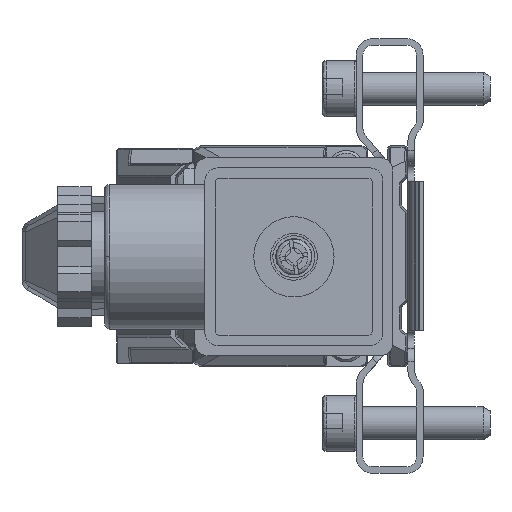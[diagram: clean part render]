
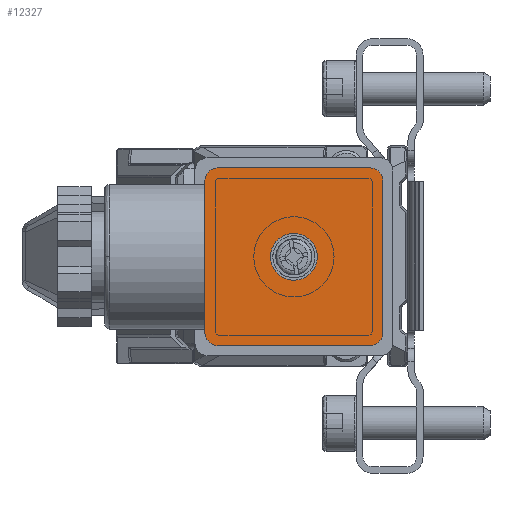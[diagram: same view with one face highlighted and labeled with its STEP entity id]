
A CAD part, left-side view. The second image highlights one B-rep face of the part: STEP entity #12327.
In plain terms, the highlighted planar face has unit normal (-1, 0, 0).
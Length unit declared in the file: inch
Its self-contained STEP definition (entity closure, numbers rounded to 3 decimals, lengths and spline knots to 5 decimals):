
#1445 = EDGE_CURVE ( 'NONE', #6050, #14723, #37252, .T. ) ;
#1964 = DIRECTION ( 'NONE',  ( -1., 0., 0. ) ) ;
#2903 = DIRECTION ( 'NONE',  ( 0., -1., 0. ) ) ;
#3592 = VERTEX_POINT ( 'NONE', #37646 ) ;
#3709 = EDGE_CURVE ( 'NONE', #17069, #3592, #45474, .T. ) ;
#4200 = CARTESIAN_POINT ( 'NONE',  ( -1.8189, 0.22496, -1.17628 ) ) ;
#4508 = CARTESIAN_POINT ( 'NONE',  ( -1.8189, 1.11473, -0.20777 ) ) ;
#4744 = DIRECTION ( 'NONE',  ( 0., -1., 0. ) ) ;
#5703 = FACE_OUTER_BOUND ( 'NONE', #10186, .T. ) ;
#5754 = ORIENTED_EDGE ( 'NONE', *, *, #1445, .F. ) ;
#5966 = CARTESIAN_POINT ( 'NONE',  ( -1.8189, 1.19347, -1.09754 ) ) ;
#6050 = VERTEX_POINT ( 'NONE', #14525 ) ;
#6929 = LINE ( 'NONE', #46972, #31167 ) ;
#7191 = AXIS2_PLACEMENT_3D ( 'NONE', #43753, #14867, #25596 ) ;
#7403 = CARTESIAN_POINT ( 'NONE',  ( -1.8189, 1.11473, -1.09754 ) ) ;
#7523 = ORIENTED_EDGE ( 'NONE', *, *, #22204, .F. ) ;
#8035 = CARTESIAN_POINT ( 'NONE',  ( -1.8189, 1.11473, -0.12903 ) ) ;
#8084 = AXIS2_PLACEMENT_3D ( 'NONE', #9964, #40030, #24973 ) ;
#8371 = ORIENTED_EDGE ( 'NONE', *, *, #45113, .F. ) ;
#8856 = AXIS2_PLACEMENT_3D ( 'NONE', #8860, #1964, #38474 ) ;
#8860 = CARTESIAN_POINT ( 'NONE',  ( -1.8189, 0.66984, -0.65265 ) ) ;
#8983 = CARTESIAN_POINT ( 'NONE',  ( -1.8189, 1.19347, -1.17628 ) ) ;
#9786 = VECTOR ( 'NONE', #18387, 39.37008 ) ;
#9964 = CARTESIAN_POINT ( 'NONE',  ( -1.8189, 1.19347, -1.17628 ) ) ;
#10186 = EDGE_LOOP ( 'NONE', ( #30035, #38962, #5754, #15903, #8371, #42436, #7523, #34078 ) ) ;
#10194 = LINE ( 'NONE', #24967, #29924 ) ;
#11468 = CARTESIAN_POINT ( 'NONE',  ( -1.8189, 0.14622, -1.17628 ) ) ;
#12327 = ADVANCED_FACE ( 'NONE', ( #5703, #17820 ), #42641, .F. ) ;
#14525 = CARTESIAN_POINT ( 'NONE',  ( -1.8189, 0.14622, -0.20777 ) ) ;
#14682 = EDGE_CURVE ( 'NONE', #42278, #42278, #39361, .T. ) ;
#14723 = VERTEX_POINT ( 'NONE', #45357 ) ;
#14867 = DIRECTION ( 'NONE',  ( 1., 0., 0. ) ) ;
#15026 = EDGE_LOOP ( 'NONE', ( #31379 ) ) ;
#15286 = VERTEX_POINT ( 'NONE', #8035 ) ;
#15903 = ORIENTED_EDGE ( 'NONE', *, *, #24718, .F. ) ;
#16977 = CARTESIAN_POINT ( 'NONE',  ( -1.8189, 0.66984, -0.79045 ) ) ;
#17069 = VERTEX_POINT ( 'NONE', #4200 ) ;
#17820 = FACE_BOUND ( 'NONE', #15026, .T. ) ;
#17861 = VERTEX_POINT ( 'NONE', #24608 ) ;
#18387 = DIRECTION ( 'NONE',  ( 0., 0., -1. ) ) ;
#18562 = DIRECTION ( 'NONE',  ( 1., 0., 0. ) ) ;
#19474 = DIRECTION ( 'NONE',  ( 0., 1., 0. ) ) ;
#19721 = EDGE_CURVE ( 'NONE', #34129, #15286, #45982, .T. ) ;
#20424 = EDGE_CURVE ( 'NONE', #14723, #17069, #21649, .T. ) ;
#21472 = DIRECTION ( 'NONE',  ( 0., -1., 0. ) ) ;
#21649 = CIRCLE ( 'NONE', #7191, 0.07874 ) ;
#22204 = EDGE_CURVE ( 'NONE', #34330, #34129, #10194, .T. ) ;
#24603 = AXIS2_PLACEMENT_3D ( 'NONE', #35126, #35592, #2903 ) ;
#24608 = CARTESIAN_POINT ( 'NONE',  ( -1.8189, 0.22496, -0.12903 ) ) ;
#24718 = EDGE_CURVE ( 'NONE', #17861, #6050, #45171, .T. ) ;
#24967 = CARTESIAN_POINT ( 'NONE',  ( -1.8189, 1.19347, -1.17628 ) ) ;
#24973 = DIRECTION ( 'NONE',  ( 0., 0., 1. ) ) ;
#25596 = DIRECTION ( 'NONE',  ( 0., -1., 0. ) ) ;
#27681 = EDGE_CURVE ( 'NONE', #3592, #34330, #32871, .T. ) ;
#28083 = DIRECTION ( 'NONE',  ( 0., 0., 1. ) ) ;
#29924 = VECTOR ( 'NONE', #28083, 39.37008 ) ;
#30035 = ORIENTED_EDGE ( 'NONE', *, *, #3709, .F. ) ;
#31167 = VECTOR ( 'NONE', #21472, 39.37008 ) ;
#31367 = AXIS2_PLACEMENT_3D ( 'NONE', #7403, #40103, #46291 ) ;
#31379 = ORIENTED_EDGE ( 'NONE', *, *, #14682, .F. ) ;
#32871 = CIRCLE ( 'NONE', #31367, 0.07874 ) ;
#34078 = ORIENTED_EDGE ( 'NONE', *, *, #27681, .F. ) ;
#34129 = VERTEX_POINT ( 'NONE', #40812 ) ;
#34330 = VERTEX_POINT ( 'NONE', #5966 ) ;
#35126 = CARTESIAN_POINT ( 'NONE',  ( -1.8189, 0.22496, -0.20777 ) ) ;
#35592 = DIRECTION ( 'NONE',  ( 1., 0., 0. ) ) ;
#37252 = LINE ( 'NONE', #11468, #9786 ) ;
#37646 = CARTESIAN_POINT ( 'NONE',  ( -1.8189, 1.11473, -1.17628 ) ) ;
#38474 = DIRECTION ( 'NONE',  ( 0., 0., -1. ) ) ;
#38962 = ORIENTED_EDGE ( 'NONE', *, *, #20424, .F. ) ;
#39361 = CIRCLE ( 'NONE', #8856, 0.1378 ) ;
#40030 = DIRECTION ( 'NONE',  ( 1., 0., 0. ) ) ;
#40103 = DIRECTION ( 'NONE',  ( 1., 0., 0. ) ) ;
#40812 = CARTESIAN_POINT ( 'NONE',  ( -1.8189, 1.19347, -0.20777 ) ) ;
#42186 = AXIS2_PLACEMENT_3D ( 'NONE', #4508, #18562, #4744 ) ;
#42278 = VERTEX_POINT ( 'NONE', #16977 ) ;
#42436 = ORIENTED_EDGE ( 'NONE', *, *, #19721, .F. ) ;
#42641 = PLANE ( 'NONE',  #8084 ) ;
#43753 = CARTESIAN_POINT ( 'NONE',  ( -1.8189, 0.22496, -1.09754 ) ) ;
#45113 = EDGE_CURVE ( 'NONE', #15286, #17861, #6929, .T. ) ;
#45171 = CIRCLE ( 'NONE', #24603, 0.07874 ) ;
#45357 = CARTESIAN_POINT ( 'NONE',  ( -1.8189, 0.14622, -1.09754 ) ) ;
#45474 = LINE ( 'NONE', #8983, #46938 ) ;
#45982 = CIRCLE ( 'NONE', #42186, 0.07874 ) ;
#46291 = DIRECTION ( 'NONE',  ( 0., -1., 0. ) ) ;
#46938 = VECTOR ( 'NONE', #19474, 39.37008 ) ;
#46972 = CARTESIAN_POINT ( 'NONE',  ( -1.8189, 1.19347, -0.12903 ) ) ;
